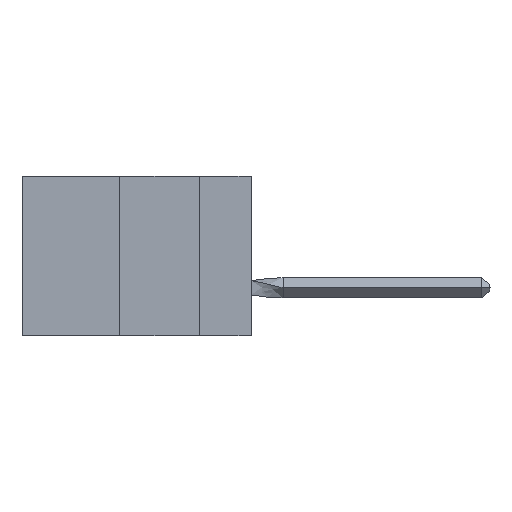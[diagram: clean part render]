
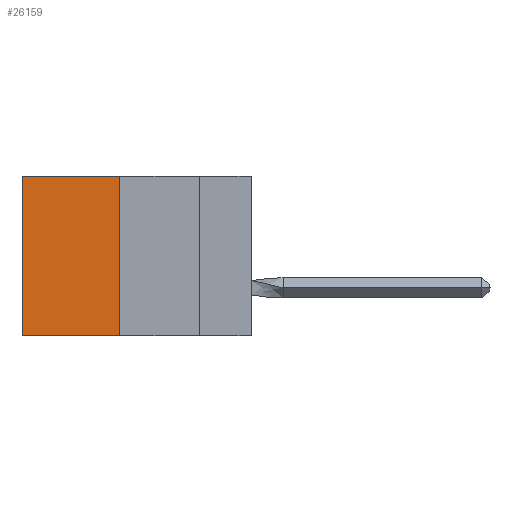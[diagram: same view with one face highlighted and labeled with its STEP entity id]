
A CAD part, left-side view. The second image highlights one B-rep face of the part: STEP entity #26159.
In plain terms, the highlighted planar face has unit normal (-1, 0, 0).
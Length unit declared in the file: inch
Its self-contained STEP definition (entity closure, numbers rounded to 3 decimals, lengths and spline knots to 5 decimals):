
#1549 = CARTESIAN_POINT ( 'NONE',  ( 0.305, 0.413, 0. ) ) ;
#1606 = LINE ( 'NONE', #1631, #39699 ) ;
#1631 = CARTESIAN_POINT ( 'NONE',  ( 0.305, 0.413, -0.5 ) ) ;
#3494 = EDGE_CURVE ( 'NONE', #26425, #10066, #1606, .T. ) ;
#6347 = VECTOR ( 'NONE', #18490, 39.37008 ) ;
#6627 = VERTEX_POINT ( 'NONE', #34958 ) ;
#7326 = ORIENTED_EDGE ( 'NONE', *, *, #7875, .F. ) ;
#7875 = EDGE_CURVE ( 'NONE', #39825, #26425, #11258, .T. ) ;
#8342 = CARTESIAN_POINT ( 'NONE',  ( 0.305, 0.413, -0.5 ) ) ;
#9974 = AXIS2_PLACEMENT_3D ( 'NONE', #8342, #39455, #14922 ) ;
#10058 = CARTESIAN_POINT ( 'NONE',  ( 0.305, 0.413, 0. ) ) ;
#10066 = VERTEX_POINT ( 'NONE', #29434 ) ;
#10186 = ORIENTED_EDGE ( 'NONE', *, *, #26246, .T. ) ;
#11258 = LINE ( 'NONE', #15740, #36633 ) ;
#11614 = PLANE ( 'NONE',  #9974 ) ;
#12713 = FACE_OUTER_BOUND ( 'NONE', #14515, .T. ) ;
#14515 = EDGE_LOOP ( 'NONE', ( #10186, #23156, #7326, #24080 ) ) ;
#14693 = LINE ( 'NONE', #37181, #6347 ) ;
#14922 = DIRECTION ( 'NONE',  ( 0., 0., -1. ) ) ;
#15740 = CARTESIAN_POINT ( 'NONE',  ( 0.305, 0.413, -0.5 ) ) ;
#17157 = LINE ( 'NONE', #10058, #22539 ) ;
#17962 = CARTESIAN_POINT ( 'NONE',  ( 0.305, 0.413, -0.5 ) ) ;
#18490 = DIRECTION ( 'NONE',  ( 0., 0., -1. ) ) ;
#22539 = VECTOR ( 'NONE', #31795, 39.37008 ) ;
#23156 = ORIENTED_EDGE ( 'NONE', *, *, #3494, .F. ) ;
#24080 = ORIENTED_EDGE ( 'NONE', *, *, #25800, .T. ) ;
#25800 = EDGE_CURVE ( 'NONE', #39825, #6627, #17157, .T. ) ;
#26159 = ADVANCED_FACE ( 'NONE', ( #12713 ), #11614, .F. ) ;
#26246 = EDGE_CURVE ( 'NONE', #6627, #10066, #14693, .T. ) ;
#26425 = VERTEX_POINT ( 'NONE', #17962 ) ;
#28289 = DIRECTION ( 'NONE',  ( 0., 0., -1. ) ) ;
#29434 = CARTESIAN_POINT ( 'NONE',  ( 0.305, 0.72, -0.5 ) ) ;
#31795 = DIRECTION ( 'NONE',  ( 0., 1., 0. ) ) ;
#34958 = CARTESIAN_POINT ( 'NONE',  ( 0.305, 0.72, 0. ) ) ;
#36633 = VECTOR ( 'NONE', #28289, 39.37008 ) ;
#37181 = CARTESIAN_POINT ( 'NONE',  ( 0.305, 0.72, -0.5 ) ) ;
#39159 = DIRECTION ( 'NONE',  ( 0., 1., 0. ) ) ;
#39455 = DIRECTION ( 'NONE',  ( 1., 0., 0. ) ) ;
#39699 = VECTOR ( 'NONE', #39159, 39.37008 ) ;
#39825 = VERTEX_POINT ( 'NONE', #1549 ) ;
